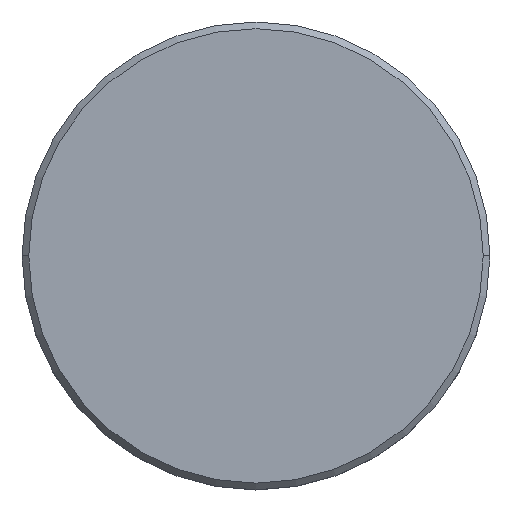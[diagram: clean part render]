
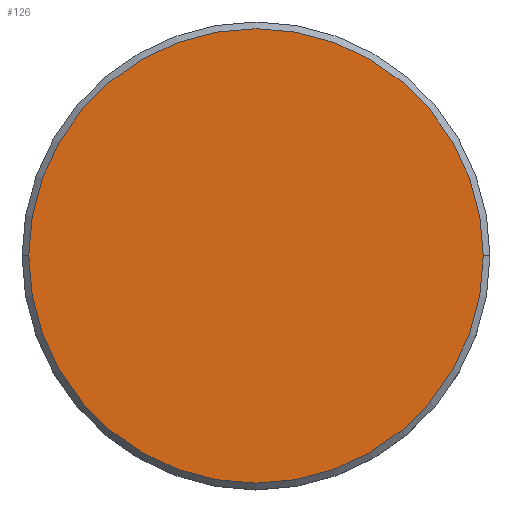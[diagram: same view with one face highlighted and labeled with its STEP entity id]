
A CAD part, top view. The second image highlights one B-rep face of the part: STEP entity #126.
In plain terms, the highlighted planar face has unit normal (0, 0, 1).
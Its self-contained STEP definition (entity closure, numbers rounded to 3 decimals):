
#68 = VERTEX_POINT ( 'NONE', #1101 ) ;
#74 = PLANE ( 'NONE',  #803 ) ;
#115 = CARTESIAN_POINT ( 'NONE',  ( 0., 0., 0. ) ) ;
#119 = ORIENTED_EDGE ( 'NONE', *, *, #408, .T. ) ;
#126 = ADVANCED_FACE ( 'NONE', ( #359 ), #74, .T. ) ;
#193 = CARTESIAN_POINT ( 'NONE',  ( 0., 0., 0. ) ) ;
#252 = AXIS2_PLACEMENT_3D ( 'NONE', #193, #561, #463 ) ;
#258 = DIRECTION ( 'NONE',  ( 1., 0., 0. ) ) ;
#359 = FACE_OUTER_BOUND ( 'NONE', #654, .T. ) ;
#367 = AXIS2_PLACEMENT_3D ( 'NONE', #115, #490, #1127 ) ;
#408 = EDGE_CURVE ( 'NONE', #68, #650, #975, .T. ) ;
#450 = ORIENTED_EDGE ( 'NONE', *, *, #752, .T. ) ;
#463 = DIRECTION ( 'NONE',  ( 1., 0., 0. ) ) ;
#490 = DIRECTION ( 'NONE',  ( 0., 0., 1. ) ) ;
#561 = DIRECTION ( 'NONE',  ( 0., 0., 1. ) ) ;
#576 = CARTESIAN_POINT ( 'NONE',  ( 0., 0., 0. ) ) ;
#650 = VERTEX_POINT ( 'NONE', #865 ) ;
#654 = EDGE_LOOP ( 'NONE', ( #450, #119 ) ) ;
#752 = EDGE_CURVE ( 'NONE', #650, #68, #1004, .T. ) ;
#803 = AXIS2_PLACEMENT_3D ( 'NONE', #576, #1107, #258 ) ;
#865 = CARTESIAN_POINT ( 'NONE',  ( -17., 0., 0. ) ) ;
#975 = CIRCLE ( 'NONE', #252, 17. ) ;
#1004 = CIRCLE ( 'NONE', #367, 17. ) ;
#1101 = CARTESIAN_POINT ( 'NONE',  ( 17., 0., 0. ) ) ;
#1107 = DIRECTION ( 'NONE',  ( 0., 0., 1. ) ) ;
#1127 = DIRECTION ( 'NONE',  ( 1., 0., 0. ) ) ;
